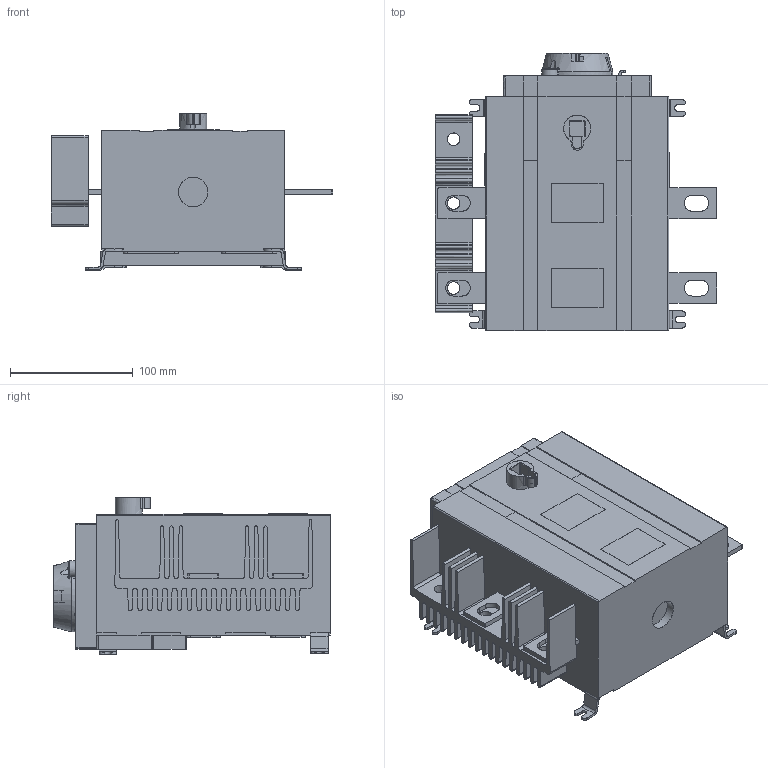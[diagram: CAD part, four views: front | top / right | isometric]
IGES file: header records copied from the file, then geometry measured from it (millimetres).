
Global section: file name: OTDC400US20S-palikka.igs; preprocessor: I-DEAS 3D IGES Translator 15; date: 20141031.140631; units: millimetre
Bounding box: 229 x 225.2 x 127 mm (x, y, z)
Volume: 104563.7 mm3; surface area: 222031.2 mm2
Topology: 1 solids, 1 shells, 776 faces, 4031 edges, 3847 vertices
Faces by surface type: bspline 776
